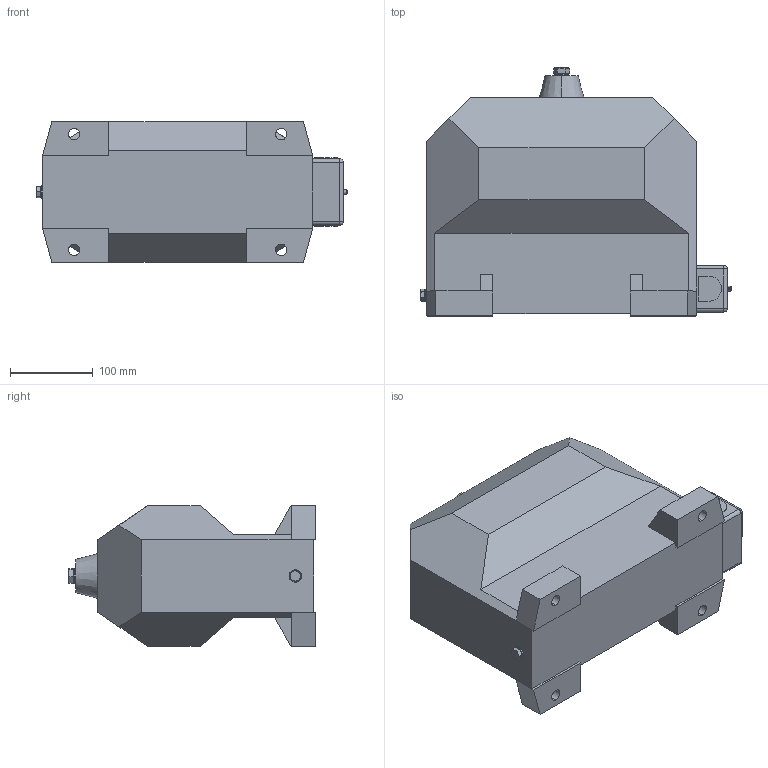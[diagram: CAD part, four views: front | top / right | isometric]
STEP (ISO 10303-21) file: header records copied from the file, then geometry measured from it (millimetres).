
FILE_DESCRIPTION (( 'STEP AP214' ), '1' );
FILE_NAME ('29519-021_FME-24_Körvonal.STEP', '2025-06-28T12:52:03', ( '' ), ( '' ), 'SwSTEP 2.0', 'SolidWorks 2020', '' );
FILE_SCHEMA (( 'AUTOMOTIVE_DESIGN' ));
Length unit declared in the file: millimetre
Products named in the file (1): 29519-021_FME-24_Körvonal
Bounding box: 375.3 x 299.4 x 170 mm (x, y, z)
Volume: 10568515.8 mm3; surface area: 357950.2 mm2
Topology: 1 solids, 2 shells, 263 faces, 688 edges, 432 vertices
Faces by surface type: plane 150, cylinder 91, cone 14, sphere 8
Entity records: 9553 total; most frequent: CARTESIAN_POINT 1822, ORIENTED_EDGE 1360, DIRECTION 1356, EDGE_CURVE 680, AXIS2_PLACEMENT_3D 457, LINE 442, VECTOR 442, VERTEX_POINT 432
